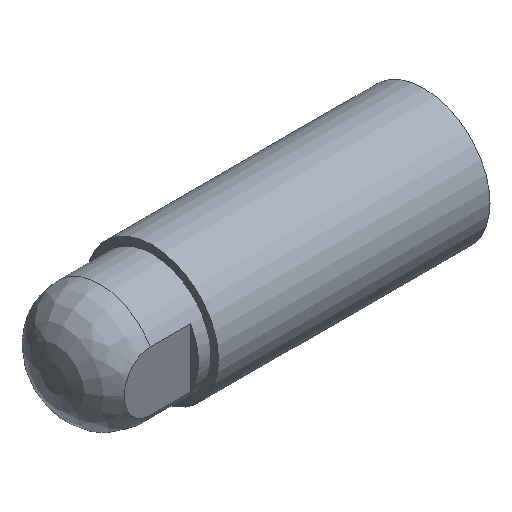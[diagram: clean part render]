
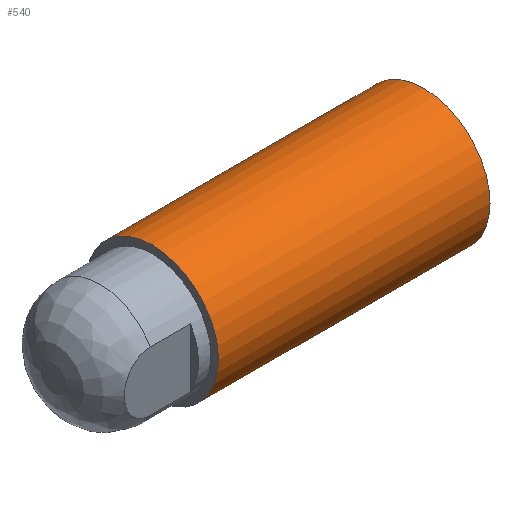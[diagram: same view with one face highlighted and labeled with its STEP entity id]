
A CAD part, isometric view. The second image highlights one B-rep face of the part: STEP entity #540.
In plain terms, the highlighted cylindrical face has radius 26.873 mm (diameter 53.746 mm), a full revolution.
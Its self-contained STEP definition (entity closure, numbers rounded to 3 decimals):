
#506=CARTESIAN_POINT('',(-110.,26.873,0.0));
#507=VERTEX_POINT('',#506);
#508=CARTESIAN_POINT('',(-110.,0.,0.0));
#509=DIRECTION('',(1.0,0.0,0.0));
#510=DIRECTION('',(0.0,1.0,0.0));
#511=AXIS2_PLACEMENT_3D('',#508,#509,#510);
#512=CIRCLE('',#511,26.873);
#513=EDGE_CURVE('',#507,#507,#512,.T.);
#521=CARTESIAN_POINT('',(-55.0,0.,0.0));
#522=DIRECTION('',(1.0,0.,0.0));
#523=DIRECTION('',(0.0,1.0,0.0));
#524=AXIS2_PLACEMENT_3D('',#521,#522,#523);
#525=CYLINDRICAL_SURFACE('',#524,26.873);
#526=CARTESIAN_POINT('',(0.,26.873,0.0));
#527=VERTEX_POINT('',#526);
#528=CARTESIAN_POINT('',(0.0,0.0,0.0));
#529=DIRECTION('',(1.0,0.0,0.0));
#530=DIRECTION('',(0.0,1.0,0.0));
#531=AXIS2_PLACEMENT_3D('',#528,#529,#530);
#532=CIRCLE('',#531,26.873);
#533=EDGE_CURVE('',#527,#527,#532,.T.);
#534=ORIENTED_EDGE('',*,*,#533,.F.);
#535=EDGE_LOOP('',(#534));
#536=FACE_OUTER_BOUND('',#535,.T.);
#537=ORIENTED_EDGE('',*,*,#513,.T.);
#538=EDGE_LOOP('',(#537));
#539=FACE_BOUND('',#538,.T.);
#540=ADVANCED_FACE('',(#536,#539),#525,.T.);
